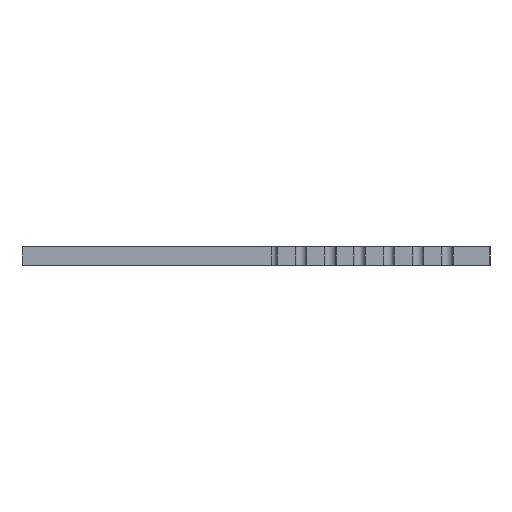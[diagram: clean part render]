
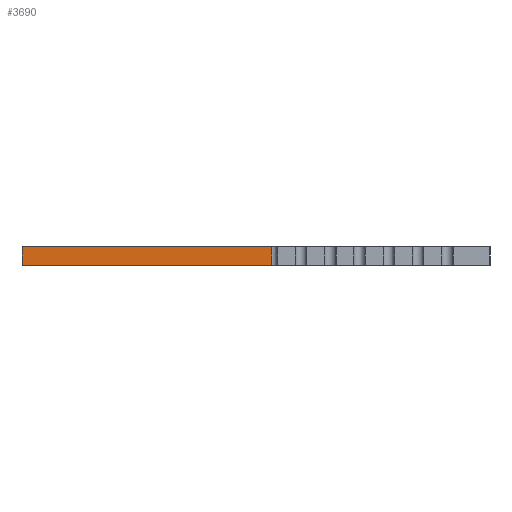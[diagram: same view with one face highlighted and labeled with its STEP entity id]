
A CAD part, left-side view. The second image highlights one B-rep face of the part: STEP entity #3690.
In plain terms, the highlighted planar face has unit normal (-1, 0, 0).
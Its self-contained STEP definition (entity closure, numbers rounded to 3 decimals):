
#91 = EDGE_CURVE ( 'NONE', #295, #17453, #2768, .T. ) ;
#295 = VERTEX_POINT ( 'NONE', #18424 ) ;
#795 = VECTOR ( 'NONE', #15184, 1000. ) ;
#1614 = VECTOR ( 'NONE', #19858, 1000. ) ;
#2487 = CARTESIAN_POINT ( 'NONE',  ( 104.14, -115.67, 1.6 ) ) ;
#2768 = LINE ( 'NONE', #5465, #18899 ) ;
#3059 = ORIENTED_EDGE ( 'NONE', *, *, #16867, .T. ) ;
#3189 = ORIENTED_EDGE ( 'NONE', *, *, #6041, .T. ) ;
#3556 = ORIENTED_EDGE ( 'NONE', *, *, #91, .T. ) ;
#3690 = ADVANCED_FACE ( 'NONE', ( #5830 ), #14743, .T. ) ;
#3771 = VECTOR ( 'NONE', #6445, 1000. ) ;
#3941 = CARTESIAN_POINT ( 'NONE',  ( 104.14, -93.98, 1.6 ) ) ;
#4017 = DIRECTION ( 'NONE',  ( -1., 0., 0. ) ) ;
#4427 = CARTESIAN_POINT ( 'NONE',  ( 104.14, -93.98, 0. ) ) ;
#4952 = CARTESIAN_POINT ( 'NONE',  ( 104.14, -115.67, 1.6 ) ) ;
#5274 = LINE ( 'NONE', #4427, #1614 ) ;
#5465 = CARTESIAN_POINT ( 'NONE',  ( 104.14, -93.98, 0. ) ) ;
#5830 = FACE_OUTER_BOUND ( 'NONE', #16806, .T. ) ;
#6041 = EDGE_CURVE ( 'NONE', #19709, #295, #5274, .T. ) ;
#6445 = DIRECTION ( 'NONE',  ( 0., 0., -1. ) ) ;
#7242 = VERTEX_POINT ( 'NONE', #2487 ) ;
#7521 = AXIS2_PLACEMENT_3D ( 'NONE', #19452, #4017, #10081 ) ;
#8635 = LINE ( 'NONE', #10525, #795 ) ;
#8650 = LINE ( 'NONE', #4952, #3771 ) ;
#10081 = DIRECTION ( 'NONE',  ( 0., 0., 1. ) ) ;
#10525 = CARTESIAN_POINT ( 'NONE',  ( 104.14, -134.62, 1.6 ) ) ;
#11217 = EDGE_CURVE ( 'NONE', #7242, #17453, #8650, .T. ) ;
#14576 = DIRECTION ( 'NONE',  ( 0., -1., 0. ) ) ;
#14743 = PLANE ( 'NONE',  #7521 ) ;
#15184 = DIRECTION ( 'NONE',  ( 0., 1., 0. ) ) ;
#15601 = ORIENTED_EDGE ( 'NONE', *, *, #11217, .F. ) ;
#16522 = CARTESIAN_POINT ( 'NONE',  ( 104.14, -115.67, 0. ) ) ;
#16806 = EDGE_LOOP ( 'NONE', ( #3556, #15601, #3059, #3189 ) ) ;
#16867 = EDGE_CURVE ( 'NONE', #7242, #19709, #8635, .T. ) ;
#17453 = VERTEX_POINT ( 'NONE', #16522 ) ;
#18424 = CARTESIAN_POINT ( 'NONE',  ( 104.14, -93.98, 0. ) ) ;
#18899 = VECTOR ( 'NONE', #14576, 1000. ) ;
#19452 = CARTESIAN_POINT ( 'NONE',  ( 104.14, -134.62, 0. ) ) ;
#19709 = VERTEX_POINT ( 'NONE', #3941 ) ;
#19858 = DIRECTION ( 'NONE',  ( 0., 0., -1. ) ) ;
